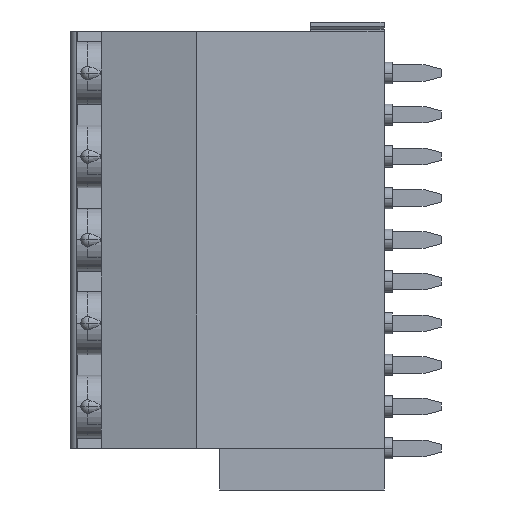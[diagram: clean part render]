
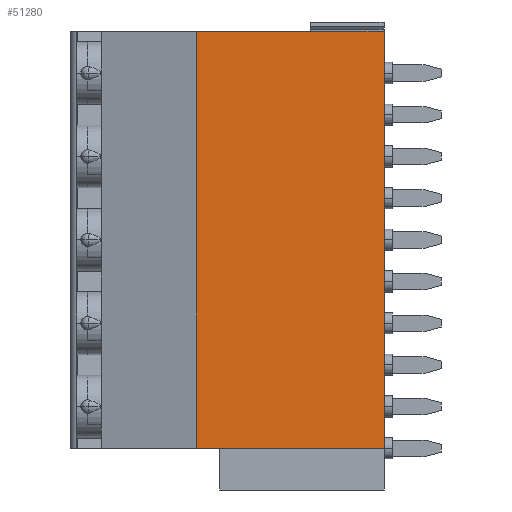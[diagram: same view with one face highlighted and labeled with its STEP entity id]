
A CAD part, left-side view. The second image highlights one B-rep face of the part: STEP entity #51280.
In plain terms, the highlighted planar face has unit normal (-1, 0, 0).
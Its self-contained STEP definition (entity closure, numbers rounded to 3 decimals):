
#2660=CARTESIAN_POINT('',(-63.352,18.464
   ,-2.54));
#2670=VERTEX_POINT('',#2660);
#2700=CARTESIAN_POINT('',(-63.352,29.534
   ,-2.54));
#2710=DIRECTION('',(0.,1.,
   0.));
#2720=VECTOR('',#2710,1.);
#2730=LINE('',#2700,#2720);
#2740=CARTESIAN_POINT('',(-63.352,29.883
   ,-2.54));
#2750=VERTEX_POINT('',#2740);
#2760=EDGE_CURVE('',#2670,#2750,#2730,.T.);
#41340=CARTESIAN_POINT('',(-63.352,
   29.883,-27.94));
#41350=VERTEX_POINT('',#41340);
#41830=CARTESIAN_POINT('',(-63.352,
   29.883,-25.4));
#41840=DIRECTION('',(0.,0.,
   -1.));
#41850=VECTOR('',#41840,1.);
#41860=LINE('',#41830,#41850);
#41870=EDGE_CURVE('',#2750,#41350,#41860,.T.);
#51050=CARTESIAN_POINT('',(-63.352,
   29.534,-10.16));
#51060=DIRECTION('',(-1.,0.,
   0.));
#51070=DIRECTION('',(0.,-1.,
   0.));
#51080=AXIS2_PLACEMENT_3D('',#51050,#51060,#51070);
#51090=PLANE('',#51080);
#51100=ORIENTED_EDGE('',*,*,#2760,.T.);
#51110=CARTESIAN_POINT('',(-63.352,
   18.464,-27.94));
#51120=DIRECTION('',(0.,0.,
   1.));
#51130=VECTOR('',#51120,1.);
#51140=LINE('',#51110,#51130);
#51150=CARTESIAN_POINT('',(-63.352,
   18.464,-27.94));
#51160=VERTEX_POINT('',#51150);
#51170=EDGE_CURVE('',#51160,#2670,#51140,.T.);
#51180=ORIENTED_EDGE('',*,*,#51170,.T.);
#51190=CARTESIAN_POINT('',(-63.352,
   -23.761,-27.94));
#51200=DIRECTION('',(0.,1.,
   0.));
#51210=VECTOR('',#51200,1.);
#51220=LINE('',#51190,#51210);
#51230=EDGE_CURVE('',#51160,#41350,#51220,.T.);
#51240=ORIENTED_EDGE('',*,*,#51230,.F.);
#51250=ORIENTED_EDGE('',*,*,#41870,.T.);
#51260=EDGE_LOOP('',(#51250,#51240,#51180,#51100));
#51270=FACE_OUTER_BOUND('',#51260,.T.);
#51280=ADVANCED_FACE('',(#51270),#51090,.T.);
